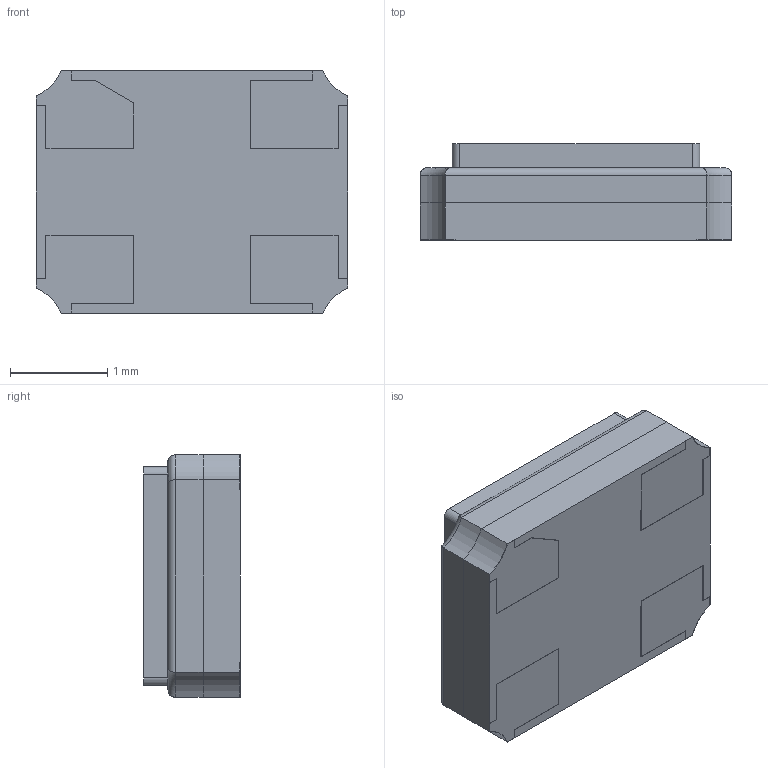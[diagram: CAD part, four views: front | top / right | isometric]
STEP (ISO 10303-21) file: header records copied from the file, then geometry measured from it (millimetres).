
FILE_DESCRIPTION (( 'STEP AP214' ), '1' );
FILE_NAME ('ABM8G.STEP', '2012-07-17T14:03:35', ( 'Tm004' ), ( 'CHANGEPOND' ), 'SwSTEP 2.0', 'SolidWorks 2011', '' );
FILE_SCHEMA (( 'AUTOMOTIVE_DESIGN' ));
Length unit declared in the file: inch
Products named in the file (1): ABM8G
Bounding box: 3.2 x 0.99 x 2.49 mm (x, y, z)
Volume: 7.2 mm3; surface area: 30.8 mm2
Topology: 5 solids, 5 shells, 109 faces, 278 edges, 180 vertices
Faces by surface type: plane 85, cylinder 20, torus 4
Entity records: 4865 total; most frequent: CARTESIAN_POINT 712, ORIENTED_EDGE 556, DIRECTION 522, EDGE_CURVE 278, VECTOR 238, LINE 238, VERTEX_POINT 180, AXIS2_PLACEMENT_3D 142
